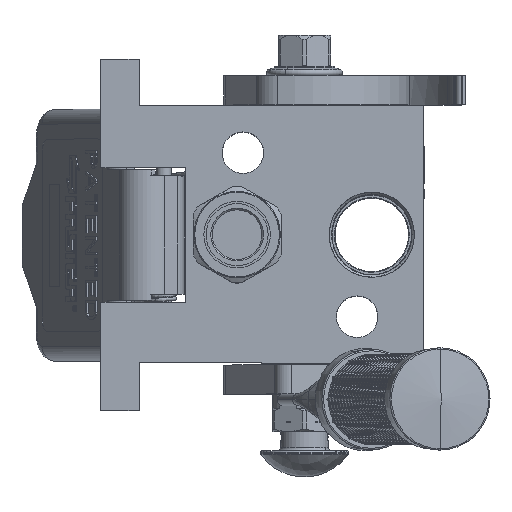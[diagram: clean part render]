
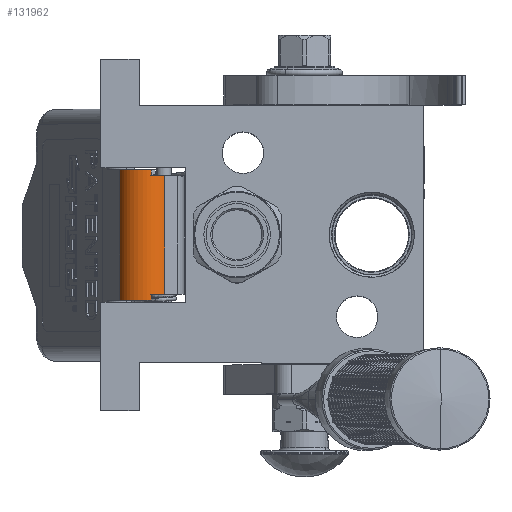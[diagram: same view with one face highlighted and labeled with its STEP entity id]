
A CAD part, top view. The second image highlights one B-rep face of the part: STEP entity #131962.
In plain terms, the highlighted cylindrical face has radius 9.5 mm (diameter 19 mm), a partial arc.
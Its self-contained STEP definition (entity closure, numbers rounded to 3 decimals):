
#2049 = DIRECTION ( 'NONE',  ( 1., 0., 0. ) ) ;
#2529 = CARTESIAN_POINT ( 'NONE',  ( -22.25, 0., -56.881 ) ) ;
#3788 = EDGE_CURVE ( 'NONE', #101722, #125905, #63798, .T. ) ;
#4280 = DIRECTION ( 'NONE',  ( 1., 0., 0. ) ) ;
#10535 = AXIS2_PLACEMENT_3D ( 'NONE', #120686, #77385, #91220 ) ;
#16099 = ORIENTED_EDGE ( 'NONE', *, *, #57302, .T. ) ;
#17812 = DIRECTION ( 'NONE',  ( 0., -0.385, -0.923 ) ) ;
#20156 = EDGE_CURVE ( 'NONE', #30485, #143797, #69195, .T. ) ;
#20759 = CARTESIAN_POINT ( 'NONE',  ( 20.25, -5.154, -56.269 ) ) ;
#24723 = CARTESIAN_POINT ( 'NONE',  ( -20.25, -5.154, -56.269 ) ) ;
#26571 = EDGE_CURVE ( 'NONE', #75044, #143797, #29445, .T. ) ;
#29445 = CIRCLE ( 'NONE', #75359, 9.5 ) ;
#30485 = VERTEX_POINT ( 'NONE', #62757 ) ;
#31132 = DIRECTION ( 'NONE',  ( 1., 0., 0. ) ) ;
#43664 = DIRECTION ( 'NONE',  ( 0., 0.158, -0.987 ) ) ;
#44159 = DIRECTION ( 'NONE',  ( 1., 0., 0. ) ) ;
#46802 = CARTESIAN_POINT ( 'NONE',  ( 22.25, -1.5, -47.5 ) ) ;
#48885 = EDGE_CURVE ( 'NONE', #101722, #82779, #125272, .T. ) ;
#52346 = ORIENTED_EDGE ( 'NONE', *, *, #163770, .F. ) ;
#53504 = ORIENTED_EDGE ( 'NONE', *, *, #20156, .T. ) ;
#57302 = EDGE_CURVE ( 'NONE', #159231, #30485, #103564, .T. ) ;
#59362 = DIRECTION ( 'NONE',  ( 1., 0., 0. ) ) ;
#60882 = ORIENTED_EDGE ( 'NONE', *, *, #105667, .F. ) ;
#61645 = VECTOR ( 'NONE', #2049, 1000. ) ;
#62757 = CARTESIAN_POINT ( 'NONE',  ( -22.25, 8., -47.5 ) ) ;
#63798 = LINE ( 'NONE', #24723, #149070 ) ;
#69195 = LINE ( 'NONE', #133268, #167895 ) ;
#70191 = CARTESIAN_POINT ( 'NONE',  ( 22.25, 8., -47.5 ) ) ;
#71614 = LINE ( 'NONE', #120339, #185962 ) ;
#72948 = LINE ( 'NONE', #74221, #61645 ) ;
#73250 = VERTEX_POINT ( 'NONE', #162265 ) ;
#74006 = FACE_OUTER_BOUND ( 'NONE', #80220, .T. ) ;
#74221 = CARTESIAN_POINT ( 'NONE',  ( 20.25, 0., -56.881 ) ) ;
#74924 = DIRECTION ( 'NONE',  ( 1., 0., 0. ) ) ;
#75044 = VERTEX_POINT ( 'NONE', #160436 ) ;
#75359 = AXIS2_PLACEMENT_3D ( 'NONE', #46802, #31132, #160827 ) ;
#77351 = AXIS2_PLACEMENT_3D ( 'NONE', #160742, #74924, #17812 ) ;
#77385 = DIRECTION ( 'NONE',  ( -1., 0., 0. ) ) ;
#80220 = EDGE_LOOP ( 'NONE', ( #185317, #181700, #145181, #16099, #53504, #177494, #60882, #52346 ) ) ;
#82779 = VERTEX_POINT ( 'NONE', #137673 ) ;
#88907 = CARTESIAN_POINT ( 'NONE',  ( -20.25, -5.154, -56.269 ) ) ;
#91220 = DIRECTION ( 'NONE',  ( 0., -1., 0. ) ) ;
#100117 = AXIS2_PLACEMENT_3D ( 'NONE', #175350, #117828, #145332 ) ;
#101722 = VERTEX_POINT ( 'NONE', #88907 ) ;
#103564 = CIRCLE ( 'NONE', #113092, 9.5 ) ;
#105667 = EDGE_CURVE ( 'NONE', #73250, #75044, #72948, .T. ) ;
#113092 = AXIS2_PLACEMENT_3D ( 'NONE', #143295, #129515, #43664 ) ;
#117828 = DIRECTION ( 'NONE',  ( 1., 0., 0. ) ) ;
#120339 = CARTESIAN_POINT ( 'NONE',  ( -22.25, 0., -56.881 ) ) ;
#120686 = CARTESIAN_POINT ( 'NONE',  ( -22.25, -1.5, -47.5 ) ) ;
#125272 = CIRCLE ( 'NONE', #77351, 9.5 ) ;
#125873 = CIRCLE ( 'NONE', #100117, 9.5 ) ;
#125905 = VERTEX_POINT ( 'NONE', #20759 ) ;
#129515 = DIRECTION ( 'NONE',  ( 1., 0., 0. ) ) ;
#131962 = ADVANCED_FACE ( 'NONE', ( #74006 ), #168203, .T. ) ;
#133268 = CARTESIAN_POINT ( 'NONE',  ( -22.25, 8., -47.5 ) ) ;
#137673 = CARTESIAN_POINT ( 'NONE',  ( -20.25, 0., -56.881 ) ) ;
#143295 = CARTESIAN_POINT ( 'NONE',  ( -22.25, -1.5, -47.5 ) ) ;
#143797 = VERTEX_POINT ( 'NONE', #70191 ) ;
#145181 = ORIENTED_EDGE ( 'NONE', *, *, #186108, .F. ) ;
#145332 = DIRECTION ( 'NONE',  ( 0., -0.385, -0.923 ) ) ;
#149070 = VECTOR ( 'NONE', #44159, 1000. ) ;
#159231 = VERTEX_POINT ( 'NONE', #2529 ) ;
#160436 = CARTESIAN_POINT ( 'NONE',  ( 22.25, 0., -56.881 ) ) ;
#160742 = CARTESIAN_POINT ( 'NONE',  ( -20.25, -1.5, -47.5 ) ) ;
#160827 = DIRECTION ( 'NONE',  ( 0., 0.158, -0.987 ) ) ;
#162265 = CARTESIAN_POINT ( 'NONE',  ( 20.25, 0., -56.881 ) ) ;
#163770 = EDGE_CURVE ( 'NONE', #125905, #73250, #125873, .T. ) ;
#167895 = VECTOR ( 'NONE', #59362, 1000. ) ;
#168203 = CYLINDRICAL_SURFACE ( 'NONE', #10535, 9.5 ) ;
#175350 = CARTESIAN_POINT ( 'NONE',  ( 20.25, -1.5, -47.5 ) ) ;
#177494 = ORIENTED_EDGE ( 'NONE', *, *, #26571, .F. ) ;
#181700 = ORIENTED_EDGE ( 'NONE', *, *, #48885, .T. ) ;
#185317 = ORIENTED_EDGE ( 'NONE', *, *, #3788, .F. ) ;
#185962 = VECTOR ( 'NONE', #4280, 1000. ) ;
#186108 = EDGE_CURVE ( 'NONE', #159231, #82779, #71614, .T. ) ;
